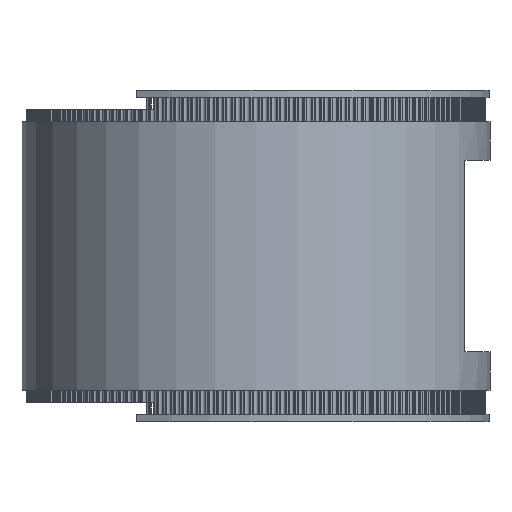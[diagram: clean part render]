
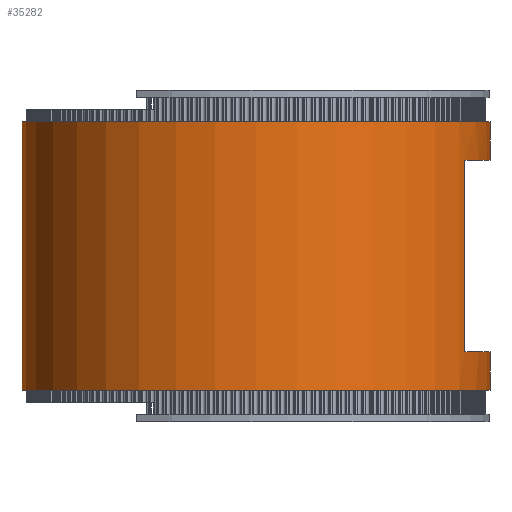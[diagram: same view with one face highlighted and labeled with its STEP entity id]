
A CAD part, left-side view. The second image highlights one B-rep face of the part: STEP entity #35282.
In plain terms, the highlighted cylindrical face has radius 77.53 mm (diameter 155.059 mm), a full revolution.
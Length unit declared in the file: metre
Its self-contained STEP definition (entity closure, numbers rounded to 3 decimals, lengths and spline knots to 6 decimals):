
#41=LINE('',#56801,#2011);
#42=LINE('',#56806,#2012);
#2011=VECTOR('',#43123,1.);
#2012=VECTOR('',#43126,1.);
#3981=ORIENTED_EDGE('',*,*,#15697,.T.);
#3982=ORIENTED_EDGE('',*,*,#15698,.F.);
#3983=ORIENTED_EDGE('',*,*,#15699,.F.);
#3984=ORIENTED_EDGE('',*,*,#15700,.T.);
#3985=ORIENTED_EDGE('',*,*,#15701,.T.);
#3986=ORIENTED_EDGE('',*,*,#15702,.F.);
#15697=EDGE_CURVE('',#21555,#21555,#25469,.T.);
#15698=EDGE_CURVE('',#21556,#21556,#25470,.T.);
#15699=EDGE_CURVE('',#21557,#21558,#41,.F.);
#15700=EDGE_CURVE('',#21557,#21559,#25471,.T.);
#15701=EDGE_CURVE('',#21559,#21560,#42,.F.);
#15702=EDGE_CURVE('',#21558,#21560,#25472,.T.);
#21555=VERTEX_POINT('',#56798);
#21556=VERTEX_POINT('',#56800);
#21557=VERTEX_POINT('',#56802);
#21558=VERTEX_POINT('',#56803);
#21559=VERTEX_POINT('',#56805);
#21560=VERTEX_POINT('',#56807);
#25469=CIRCLE('',#37262,0.07753);
#25470=CIRCLE('',#37263,0.07753);
#25471=CIRCLE('',#37264,0.07753);
#25472=CIRCLE('',#37265,0.07753);
#29357=EDGE_LOOP('',(#3981));
#29358=EDGE_LOOP('',(#3982));
#29359=EDGE_LOOP('',(#3983,#3984,#3985,#3986));
#31351=FACE_BOUND('',#29357,.T.);
#31352=FACE_BOUND('',#29358,.T.);
#31353=FACE_BOUND('',#29359,.T.);
#33345=CYLINDRICAL_SURFACE('',#37261,0.07753);
#35282=ADVANCED_FACE('',(#31351,#31352,#31353),#33345,.T.);
#37261=AXIS2_PLACEMENT_3D('',#56796,#43117,#43118);
#37262=AXIS2_PLACEMENT_3D('',#56797,#43119,#43120);
#37263=AXIS2_PLACEMENT_3D('',#56799,#43121,#43122);
#37264=AXIS2_PLACEMENT_3D('',#56804,#43124,#43125);
#37265=AXIS2_PLACEMENT_3D('',#56808,#43127,#43128);
#43117=DIRECTION('',(0.,0.,-1.));
#43118=DIRECTION('',(-1.,0.,0.));
#43119=DIRECTION('',(0.,0.,1.));
#43120=DIRECTION('',(1.,0.,0.));
#43121=DIRECTION('',(0.,0.,1.));
#43122=DIRECTION('',(1.,0.,0.));
#43123=DIRECTION('',(0.,0.,-1.));
#43124=DIRECTION('',(0.,0.,-1.));
#43125=DIRECTION('',(-1.,0.,0.));
#43126=DIRECTION('',(0.,0.,-1.));
#43127=DIRECTION('',(0.,0.,-1.));
#43128=DIRECTION('',(-1.,0.,0.));
#56796=CARTESIAN_POINT('',(0.,0.,0.0969));
#56797=CARTESIAN_POINT('',(0.,0.,0.008));
#56798=CARTESIAN_POINT('',(0.07753,0.,0.008));
#56799=CARTESIAN_POINT('',(0.,0.,0.0969));
#56800=CARTESIAN_POINT('',(0.07753,0.,0.0969));
#56801=CARTESIAN_POINT('',(0.034925,-0.069218,0.0969));
#56802=CARTESIAN_POINT('',(0.034925,-0.069218,0.0207));
#56803=CARTESIAN_POINT('',(0.034925,-0.069218,0.0842));
#56804=CARTESIAN_POINT('',(0.,0.,0.0207));
#56805=CARTESIAN_POINT('',(-0.034925,-0.069218,0.0207));
#56806=CARTESIAN_POINT('',(-0.034925,-0.069218,0.0969));
#56807=CARTESIAN_POINT('',(-0.034925,-0.069218,0.0842));
#56808=CARTESIAN_POINT('',(0.,0.,0.0842));
